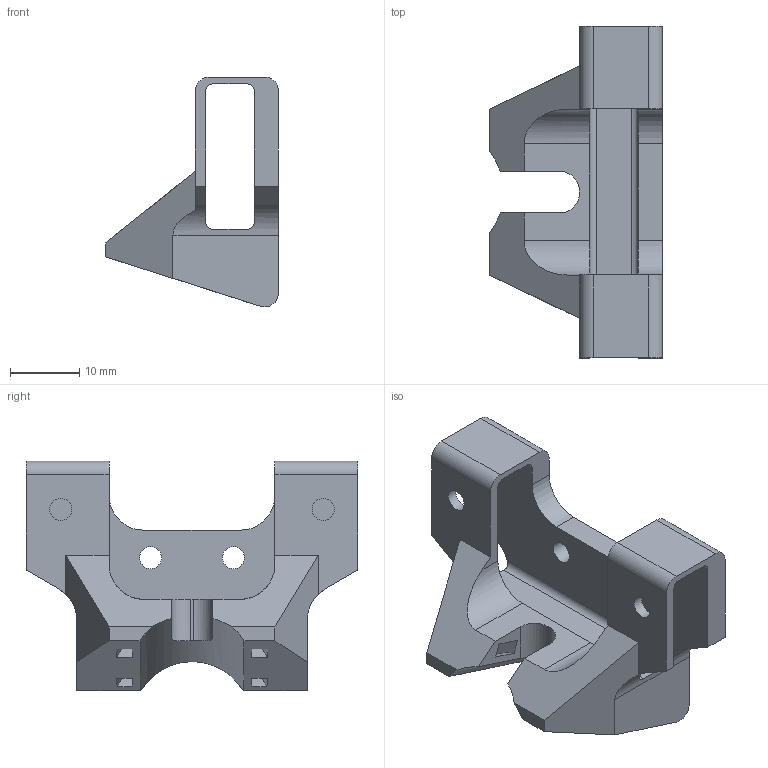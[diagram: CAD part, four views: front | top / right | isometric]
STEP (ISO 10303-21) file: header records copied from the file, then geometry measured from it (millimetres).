
FILE_DESCRIPTION(('FreeCAD Model'),'2;1');
FILE_NAME('x-extruder-wire-fastener-x1.step', '2021-04-30T11:34:58',('Author'),(''), 'Open CASCADE STEP processor 7.3','FreeCAD','Unknown');
FILE_SCHEMA(('AUTOMOTIVE_DESIGN { 1 0 10303 214 1 1 1 1 }'));
Length unit declared in the file: millimetre
Products named in the file (1): carriage-wire-fastener
Bounding box: 25 x 48 x 33.26 mm (x, y, z)
Volume: 9115.8 mm3; surface area: 6129.5 mm2
Topology: 1 solids, 1 shells, 71 faces, 219 edges, 146 vertices
Faces by surface type: plane 39, cylinder 31, bspline 1
Full cylindrical faces by diameter (mm): 3.2 x4
Entity records: 6747 total; most frequent: CARTESIAN_POINT 1918, DIRECTION 803, LINE 454, VECTOR 454, ORIENTED_EDGE 438, PCURVE 438, DEFINITIONAL_REPRESENTATION 438, EDGE_CURVE 219
